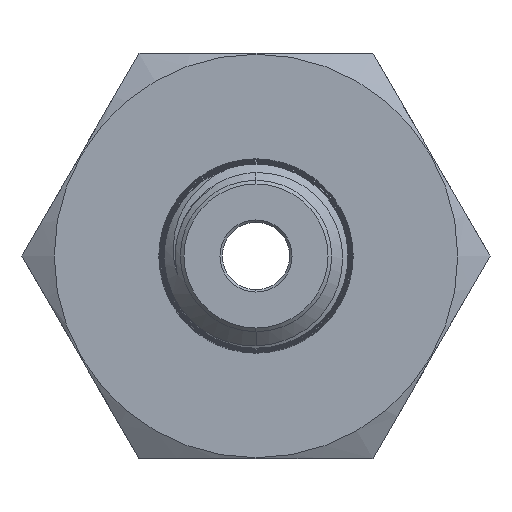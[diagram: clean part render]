
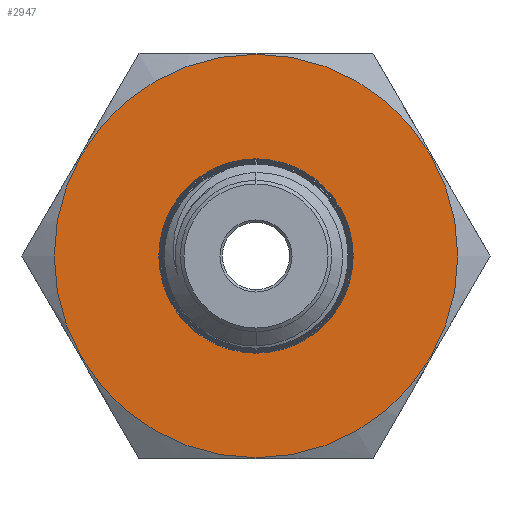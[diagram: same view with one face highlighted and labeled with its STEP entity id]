
A CAD part, left-side view. The second image highlights one B-rep face of the part: STEP entity #2947.
In plain terms, the highlighted planar face has unit normal (-1, 0, 0).
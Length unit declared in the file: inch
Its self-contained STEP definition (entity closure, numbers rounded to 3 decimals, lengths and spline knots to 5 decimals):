
#228 = CIRCLE ( 'NONE', #6509, 0.56 ) ;
#451 = FACE_OUTER_BOUND ( 'NONE', #10092, .T. ) ;
#612 = CIRCLE ( 'NONE', #14490, 0.27 ) ;
#788 = CIRCLE ( 'NONE', #3488, 0.56 ) ;
#1771 = DIRECTION ( 'NONE',  ( 0., 0., -1. ) ) ;
#2008 = ORIENTED_EDGE ( 'NONE', *, *, #7238, .F. ) ;
#2365 = VERTEX_POINT ( 'NONE', #12230 ) ;
#2532 = ORIENTED_EDGE ( 'NONE', *, *, #14089, .F. ) ;
#2947 = ADVANCED_FACE ( 'NONE', ( #451, #7237 ), #6679, .T. ) ;
#3312 = VERTEX_POINT ( 'NONE', #14654 ) ;
#3488 = AXIS2_PLACEMENT_3D ( 'NONE', #10273, #14847, #10361 ) ;
#3554 = DIRECTION ( 'NONE',  ( 0., 0., 1. ) ) ;
#4223 = DIRECTION ( 'NONE',  ( 0., 0., 1. ) ) ;
#5160 = ORIENTED_EDGE ( 'NONE', *, *, #6583, .F. ) ;
#5334 = DIRECTION ( 'NONE',  ( -1., 0., 0. ) ) ;
#5937 = CARTESIAN_POINT ( 'NONE',  ( -0.09, 0., 0.56 ) ) ;
#6394 = EDGE_CURVE ( 'NONE', #2365, #3312, #612, .T. ) ;
#6509 = AXIS2_PLACEMENT_3D ( 'NONE', #14828, #10205, #1771 ) ;
#6583 = EDGE_CURVE ( 'NONE', #7883, #13956, #788, .T. ) ;
#6679 = PLANE ( 'NONE',  #13117 ) ;
#7122 = DIRECTION ( 'NONE',  ( -1., 0., 0. ) ) ;
#7237 = FACE_BOUND ( 'NONE', #7292, .T. ) ;
#7238 = EDGE_CURVE ( 'NONE', #13956, #7883, #228, .T. ) ;
#7292 = EDGE_LOOP ( 'NONE', ( #14589, #2532 ) ) ;
#7699 = CARTESIAN_POINT ( 'NONE',  ( -0.09, 0., -0.56 ) ) ;
#7883 = VERTEX_POINT ( 'NONE', #5937 ) ;
#8547 = AXIS2_PLACEMENT_3D ( 'NONE', #12378, #5334, #8948 ) ;
#8948 = DIRECTION ( 'NONE',  ( 0., 0., 1. ) ) ;
#10092 = EDGE_LOOP ( 'NONE', ( #2008, #5160 ) ) ;
#10144 = DIRECTION ( 'NONE',  ( -1., 0., 0. ) ) ;
#10205 = DIRECTION ( 'NONE',  ( 1., 0., 0. ) ) ;
#10273 = CARTESIAN_POINT ( 'NONE',  ( -0.09, 0., 0. ) ) ;
#10361 = DIRECTION ( 'NONE',  ( 0., 0., -1. ) ) ;
#10569 = CARTESIAN_POINT ( 'NONE',  ( -0.09, 0., 0. ) ) ;
#12230 = CARTESIAN_POINT ( 'NONE',  ( -0.09, 0., 0.27 ) ) ;
#12378 = CARTESIAN_POINT ( 'NONE',  ( -0.09, 0., 0. ) ) ;
#13117 = AXIS2_PLACEMENT_3D ( 'NONE', #14925, #10144, #4223 ) ;
#13956 = VERTEX_POINT ( 'NONE', #7699 ) ;
#14089 = EDGE_CURVE ( 'NONE', #3312, #2365, #14527, .T. ) ;
#14490 = AXIS2_PLACEMENT_3D ( 'NONE', #10569, #7122, #3554 ) ;
#14527 = CIRCLE ( 'NONE', #8547, 0.27 ) ;
#14589 = ORIENTED_EDGE ( 'NONE', *, *, #6394, .F. ) ;
#14654 = CARTESIAN_POINT ( 'NONE',  ( -0.09, 0., -0.27 ) ) ;
#14828 = CARTESIAN_POINT ( 'NONE',  ( -0.09, 0., 0. ) ) ;
#14847 = DIRECTION ( 'NONE',  ( 1., 0., 0. ) ) ;
#14925 = CARTESIAN_POINT ( 'NONE',  ( -0.09, 0., -0.27 ) ) ;
